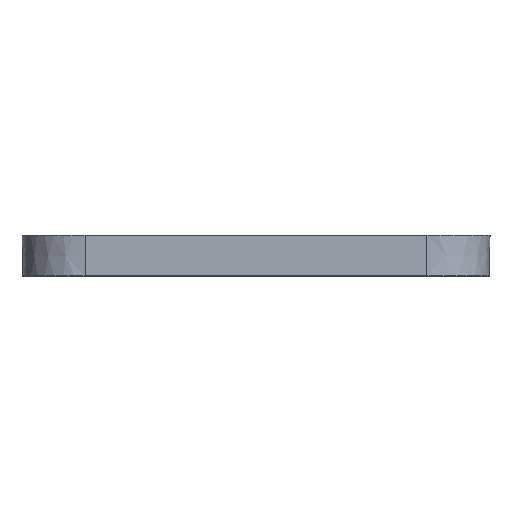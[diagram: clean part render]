
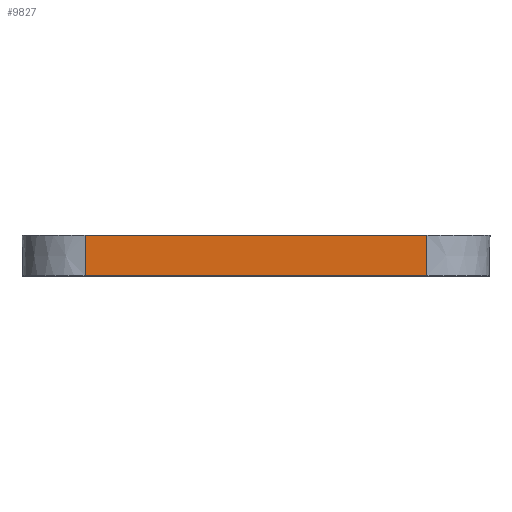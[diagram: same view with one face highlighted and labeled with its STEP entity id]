
A CAD part, top view. The second image highlights one B-rep face of the part: STEP entity #9827.
In plain terms, the highlighted planar face has unit normal (0, -0.018, 1).
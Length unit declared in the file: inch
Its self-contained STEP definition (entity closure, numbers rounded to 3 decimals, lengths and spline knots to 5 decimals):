
#46=DIRECTION('',(1.,0.,0.));
#47=VECTOR('',#46,2.55984);
#48=CARTESIAN_POINT('',(-1.27992,0.,1.74706));
#49=LINE('',#48,#47);
#284=DIRECTION('',(1.,0.,0.));
#285=VECTOR('',#284,2.55984);
#286=CARTESIAN_POINT('',(-1.27992,0.30402,1.75236));
#287=LINE('',#286,#285);
#2147=DIRECTION('',(0.,1.,0.017));
#2148=VECTOR('',#2147,0.30406);
#2149=CARTESIAN_POINT('',(1.27992,0.,1.74706));
#2150=LINE('',#2149,#2148);
#2151=DIRECTION('',(0.,1.,0.017));
#2152=VECTOR('',#2151,0.30406);
#2153=CARTESIAN_POINT('',(-1.27992,0.,1.74706));
#2154=LINE('',#2153,#2152);
#7140=CARTESIAN_POINT('',(-1.27992,0.,1.74706));
#7142=VERTEX_POINT('',#7140);
#7143=CARTESIAN_POINT('',(1.27992,0.,1.74706));
#7144=VERTEX_POINT('',#7143);
#7157=CARTESIAN_POINT('',(-1.27992,0.30402,
1.75236));
#7158=VERTEX_POINT('',#7157);
#7159=CARTESIAN_POINT('',(1.27992,0.30402,1.75236));
#7160=VERTEX_POINT('',#7159);
#9815=CARTESIAN_POINT('',(-1.38472,0.30402,
1.75236));
#9816=DIRECTION('',(0.,-0.017,1.));
#9817=DIRECTION('',(1.,0.,0.));
#9818=AXIS2_PLACEMENT_3D('',#9815,#9816,#9817);
#9819=PLANE('',#9818);
#9820=ORIENTED_EDGE('',*,*,#7966,.F.);
#9822=ORIENTED_EDGE('',*,*,#9821,.T.);
#9823=ORIENTED_EDGE('',*,*,#8217,.T.);
#9824=ORIENTED_EDGE('',*,*,#9808,.F.);
#9825=EDGE_LOOP('',(#9820,#9822,#9823,#9824));
#9826=FACE_OUTER_BOUND('',#9825,.F.);
#9827=ADVANCED_FACE('',(#9826),#9819,.T.);
#7966=EDGE_CURVE('',#7142,#7144,#49,.T.);
#8217=EDGE_CURVE('',#7158,#7160,#287,.T.);
#9808=EDGE_CURVE('',#7144,#7160,#2150,.T.);
#9821=EDGE_CURVE('',#7142,#7158,#2154,.T.);
